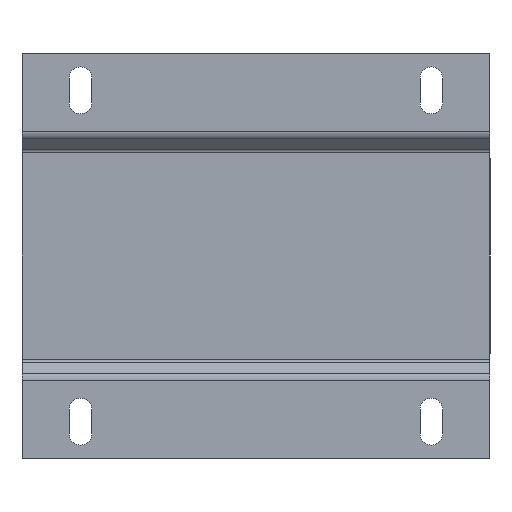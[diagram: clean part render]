
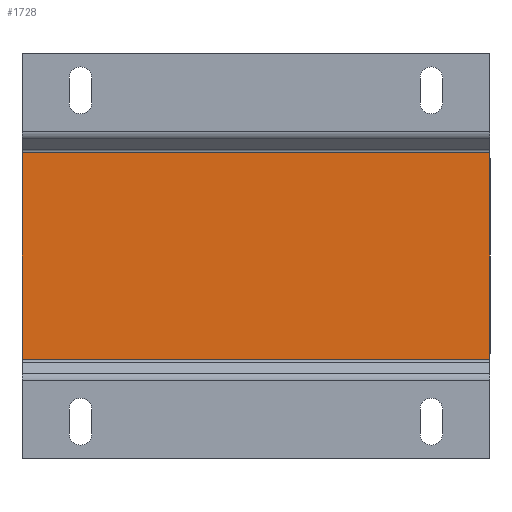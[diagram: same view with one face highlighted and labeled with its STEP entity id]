
A CAD part, front view. The second image highlights one B-rep face of the part: STEP entity #1728.
In plain terms, the highlighted planar face has unit normal (0, -1, 0).
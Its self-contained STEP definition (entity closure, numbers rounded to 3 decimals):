
#672 = VERTEX_POINT ( 'NONE', #3424 ) ;
#725 = LINE ( 'NONE', #1844, #5626 ) ;
#1026 = DIRECTION ( 'NONE',  ( 0., 0., -1. ) ) ;
#1080 = VECTOR ( 'NONE', #4585, 1000. ) ;
#1241 = VERTEX_POINT ( 'NONE', #5261 ) ;
#1299 = EDGE_CURVE ( 'NONE', #2516, #2378, #6817, .T. ) ;
#1406 = DIRECTION ( 'NONE',  ( 0., 0., -1. ) ) ;
#1471 = LINE ( 'NONE', #6338, #1080 ) ;
#1580 = CARTESIAN_POINT ( 'NONE',  ( 0., -51.5, 0. ) ) ;
#1728 = ADVANCED_FACE ( 'NONE', ( #2583 ), #2207, .F. ) ;
#1762 = ORIENTED_EDGE ( 'NONE', *, *, #3932, .F. ) ;
#1782 = EDGE_CURVE ( 'NONE', #1241, #672, #1471, .T. ) ;
#1844 = CARTESIAN_POINT ( 'NONE',  ( -60., -51.5, -52. ) ) ;
#2207 = PLANE ( 'NONE',  #3173 ) ;
#2223 = CARTESIAN_POINT ( 'NONE',  ( 60., -51.5, 26.5 ) ) ;
#2378 = VERTEX_POINT ( 'NONE', #2223 ) ;
#2516 = VERTEX_POINT ( 'NONE', #6397 ) ;
#2583 = FACE_OUTER_BOUND ( 'NONE', #6322, .T. ) ;
#2590 = LINE ( 'NONE', #3734, #7095 ) ;
#2783 = ORIENTED_EDGE ( 'NONE', *, *, #1782, .T. ) ;
#2948 = ORIENTED_EDGE ( 'NONE', *, *, #3873, .F. ) ;
#3012 = DIRECTION ( 'NONE',  ( 0., 0., 1. ) ) ;
#3173 = AXIS2_PLACEMENT_3D ( 'NONE', #1580, #3390, #1026 ) ;
#3376 = CARTESIAN_POINT ( 'NONE',  ( 0., -51.5, 26.5 ) ) ;
#3390 = DIRECTION ( 'NONE',  ( 0., 1., 0. ) ) ;
#3424 = CARTESIAN_POINT ( 'NONE',  ( 60., -51.5, -26.5 ) ) ;
#3734 = CARTESIAN_POINT ( 'NONE',  ( 60., -51.5, -52. ) ) ;
#3873 = EDGE_CURVE ( 'NONE', #1241, #2516, #725, .T. ) ;
#3932 = EDGE_CURVE ( 'NONE', #2378, #672, #2590, .T. ) ;
#4585 = DIRECTION ( 'NONE',  ( 1., 0., 0. ) ) ;
#5261 = CARTESIAN_POINT ( 'NONE',  ( -60., -51.5, -26.5 ) ) ;
#5626 = VECTOR ( 'NONE', #3012, 1000. ) ;
#6322 = EDGE_LOOP ( 'NONE', ( #7053, #2948, #2783, #1762 ) ) ;
#6338 = CARTESIAN_POINT ( 'NONE',  ( 0., -51.5, -26.5 ) ) ;
#6345 = DIRECTION ( 'NONE',  ( 1., 0., 0. ) ) ;
#6397 = CARTESIAN_POINT ( 'NONE',  ( -60., -51.5, 26.5 ) ) ;
#6817 = LINE ( 'NONE', #3376, #7385 ) ;
#7053 = ORIENTED_EDGE ( 'NONE', *, *, #1299, .F. ) ;
#7095 = VECTOR ( 'NONE', #1406, 1000. ) ;
#7385 = VECTOR ( 'NONE', #6345, 1000. ) ;
